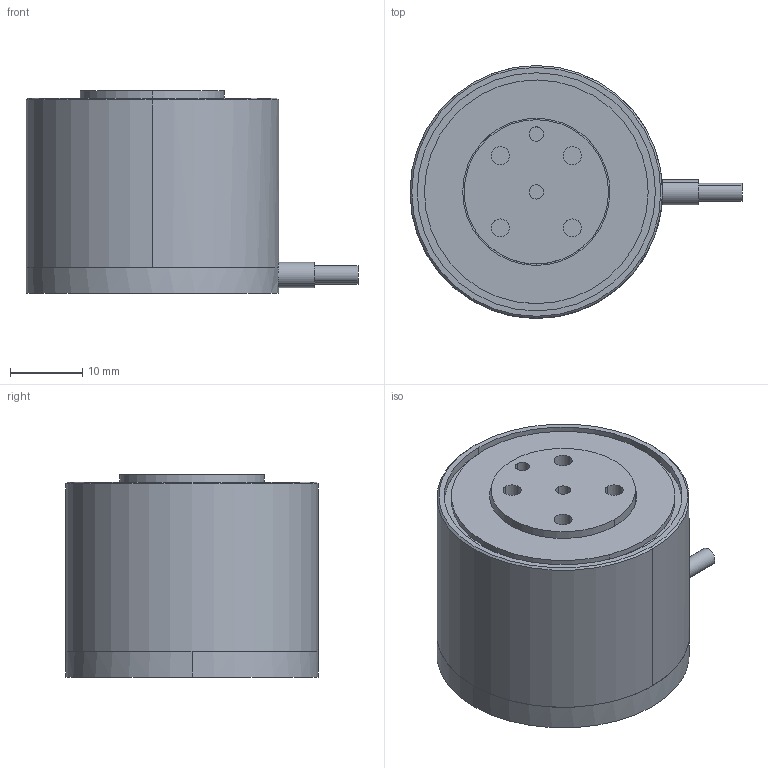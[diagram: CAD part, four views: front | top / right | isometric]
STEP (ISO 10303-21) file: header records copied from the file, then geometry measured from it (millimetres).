
FILE_DESCRIPTION (( 'STEP AP203' ), '1' );
FILE_NAME ('K3D35.STEP', '2021-09-17T07:56:35', ( '' ), ( '' ), 'SwSTEP 2.0', 'SolidWorks 2018', '' );
FILE_SCHEMA (( 'CONFIG_CONTROL_DESIGN' ));
Length unit declared in the file: millimetre
Products named in the file (1): K3D35
Bounding box: 46 x 35 x 28 mm (x, y, z)
Surface area: 6318 mm2 (no closed solid volume)
Topology: 0 solids, 6 shells, 73 faces, 228 edges, 164 vertices
Faces by surface type: cylinder 50, plane 19, cone 4
Entity records: 2704 total; most frequent: CARTESIAN_POINT 515, DIRECTION 497, ORIENTED_EDGE 361, EDGE_CURVE 228, AXIS2_PLACEMENT_3D 198, VERTEX_POINT 164, CIRCLE 124, LINE 101
